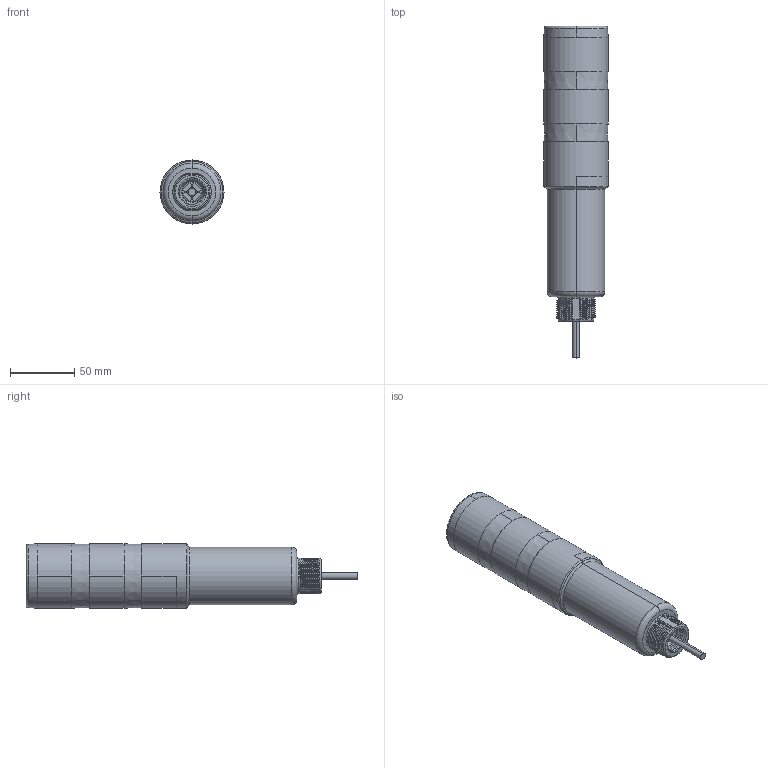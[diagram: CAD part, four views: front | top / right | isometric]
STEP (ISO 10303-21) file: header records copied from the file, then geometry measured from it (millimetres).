
FILE_DESCRIPTION((''),'2;1');
FILE_NAME('168261_SM01_ASM','2023-07-07T08:20:21',('banengservice'),('BANNER ENGINEERING'),'CREO PARAMETRIC BY PTC INC, 2022414','CREO PARAMETRIC BY PTC INC, 2022414','');
FILE_SCHEMA(('CONFIG_CONTROL_DESIGN'));
Length unit declared in the file: inch
Products named in the file (3): 168261_EP01; CABLE_215; 168261_SM01_ASM
Assembly tree (2 placements, depth 2):
  168261_SM01_ASM
    168261_EP01
    CABLE_215
Bounding box: 50 x 258.84 x 50 mm (x, y, z)
Volume: 391286.8 mm3; surface area: 40119.2 mm2
Topology: 2 solids, 2 shells, 178 faces, 466 edges, 302 vertices
Faces by surface type: bspline 70, cylinder 63, plane 21, torus 14, cone 10
Entity records: 15071 total; most frequent: CARTESIAN_POINT 11116, ORIENTED_EDGE 932, DIRECTION 597, EDGE_CURVE 466, VERTEX_POINT 302, AXIS2_PLACEMENT_3D 221, B_SPLINE_CURVE_WITH_KNOTS 203, EDGE_LOOP 188
